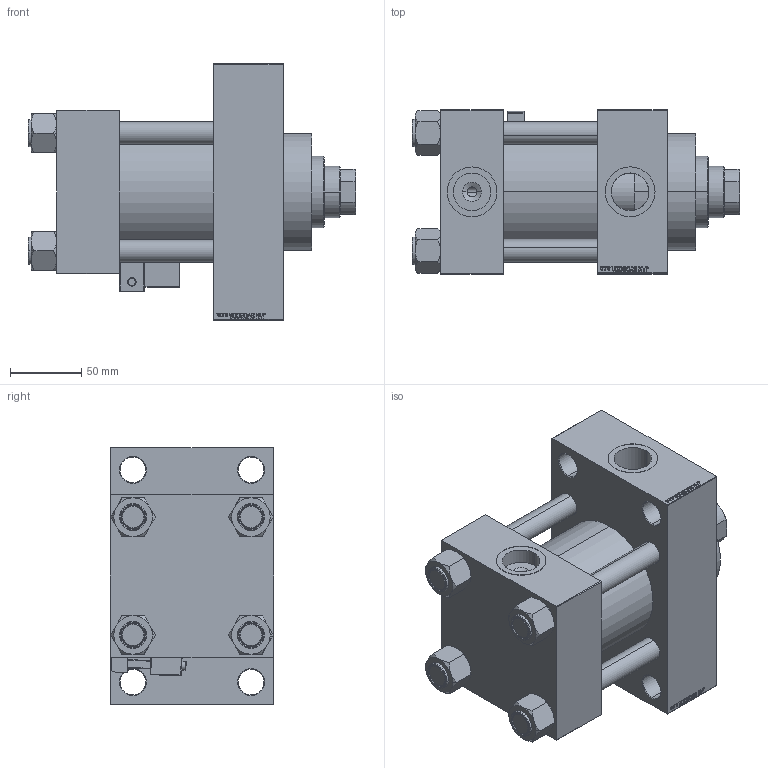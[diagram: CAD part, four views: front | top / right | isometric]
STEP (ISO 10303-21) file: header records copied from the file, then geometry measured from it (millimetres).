
FILE_DESCRIPTION (( 'STEP AP203' ), '1' );
FILE_NAME ('2e4e.STEP', '2024-03-18T12:25:34', ( '' ), ( '' ), 'SwSTEP 2.0', 'SolidWorks 2019', '' );
FILE_SCHEMA (( 'CONFIG_CONTROL_DESIGN' ));
Length unit declared in the file: millimetre
Products named in the file (7): 2e4e; V215CR_D_TYCINKA c1000b9dfa3ee68fc2721e3973786e8c; NUT_M5_D c1000b9dfa3ee68fc2721e3973786e8c; V215_VC_A c1000b9dfa3ee68fc2721e3973786e8c; V215CR_VCP_D c1000b9dfa3ee68fc2721e3973786e8c; V215CR_D_Body c1000b9dfa3ee68fc2721e3973786e8c; V215CR_MSU c1000b9dfa3ee68fc2721e3973786e8c
Assembly tree (12 placements, depth 2):
  2e4e
    V215CR_D_Body c1000b9dfa3ee68fc2721e3973786e8c
    V215CR_VCP_D c1000b9dfa3ee68fc2721e3973786e8c
    NUT_M5_D c1000b9dfa3ee68fc2721e3973786e8c  x4
    V215CR_D_TYCINKA c1000b9dfa3ee68fc2721e3973786e8c  x4
    V215_VC_A c1000b9dfa3ee68fc2721e3973786e8c
    V215CR_MSU c1000b9dfa3ee68fc2721e3973786e8c
Bounding box: 230 x 115 x 180 mm (x, y, z)
Volume: 2000100.2 mm3; surface area: 302820 mm2
Topology: 12 solids, 12 shells, 1228 faces, 3082 edges, 1981 vertices
Faces by surface type: plane 574, bspline 368, cone 142, cylinder 118, torus 14, sphere 12
Entity records: 49849 total; most frequent: CARTESIAN_POINT 25533, ORIENTED_EDGE 5404, DIRECTION 3658, EDGE_CURVE 2702, VERTEX_POINT 1759, VECTOR 1626, LINE 1626, EDGE_LOOP 1207
